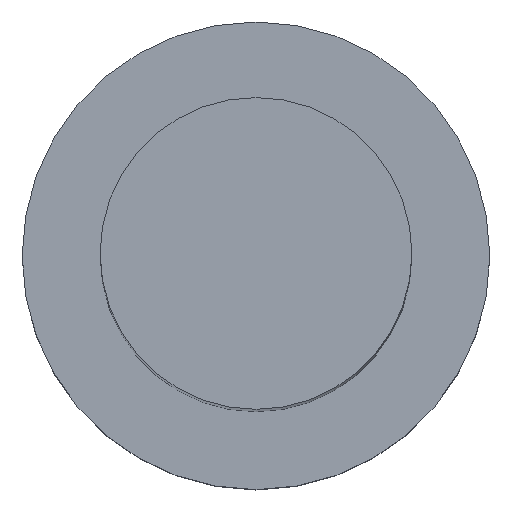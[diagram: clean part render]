
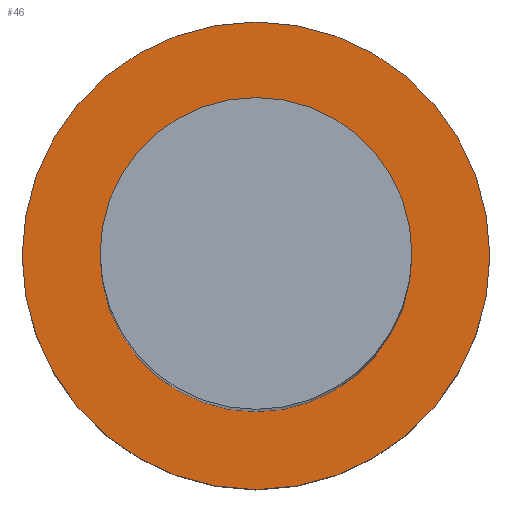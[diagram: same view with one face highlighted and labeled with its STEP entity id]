
A CAD part, top view. The second image highlights one B-rep face of the part: STEP entity #46.
In plain terms, the highlighted planar face has unit normal (0, 0, 1).
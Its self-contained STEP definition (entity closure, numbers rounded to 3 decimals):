
#39=FACE_BOUND('',#57,.T.);
#40=FACE_BOUND('',#58,.T.);
#46=ADVANCED_FACE('',(#39,#40),#50,.F.);
#50=PLANE('',#121);
#57=EDGE_LOOP('',(#65));
#58=EDGE_LOOP('',(#66));
#65=ORIENTED_EDGE('',*,*,#76,.F.);
#66=ORIENTED_EDGE('',*,*,#75,.T.);
#71=VERTEX_POINT('',#163);
#72=VERTEX_POINT('',#166);
#75=EDGE_CURVE('',#71,#71,#79,.T.);
#76=EDGE_CURVE('',#72,#72,#80,.T.);
#79=CIRCLE('',#118,4.5);
#80=CIRCLE('',#120,3.);
#118=AXIS2_PLACEMENT_3D('',#162,#139,#140);
#120=AXIS2_PLACEMENT_3D('',#165,#143,#144);
#121=AXIS2_PLACEMENT_3D('',#167,#145,#146);
#139=DIRECTION('',(0.,0.,1.));
#140=DIRECTION('',(1.,0.,0.));
#143=DIRECTION('',(0.,0.,1.));
#144=DIRECTION('',(1.,0.,0.));
#145=DIRECTION('',(0.,0.,-1.));
#146=DIRECTION('',(1.,0.,0.));
#162=CARTESIAN_POINT('',(0.,0.,0.));
#163=CARTESIAN_POINT('',(4.5,0.,0.));
#165=CARTESIAN_POINT('',(0.,0.,0.));
#166=CARTESIAN_POINT('',(3.,0.,0.));
#167=CARTESIAN_POINT('',(-4.5,0.,0.));
